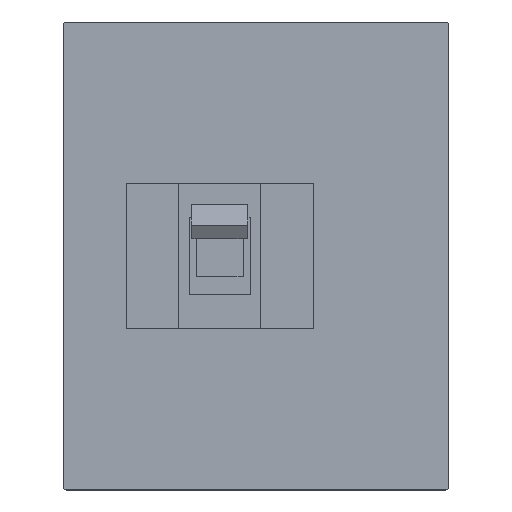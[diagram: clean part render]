
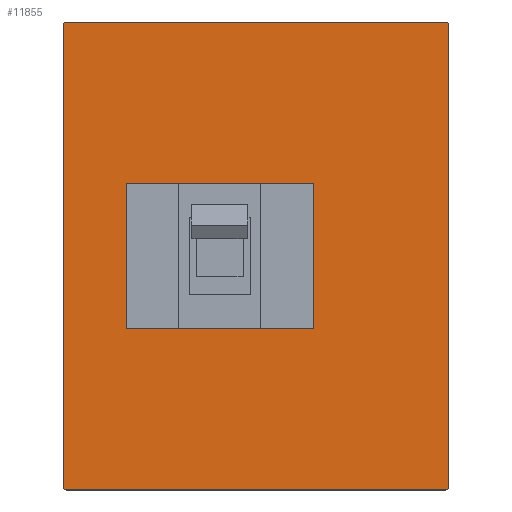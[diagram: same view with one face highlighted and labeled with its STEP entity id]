
A CAD part, top view. The second image highlights one B-rep face of the part: STEP entity #11855.
In plain terms, the highlighted planar face has unit normal (0, 0, 1).
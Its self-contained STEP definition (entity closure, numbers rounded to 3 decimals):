
#280 = CARTESIAN_POINT ( 'NONE',  ( 140., -143., 111.2 ) ) ;
#332 = ORIENTED_EDGE ( 'NONE', *, *, #2319, .T. ) ;
#825 = VECTOR ( 'NONE', #3532, 1000. ) ;
#842 = VERTEX_POINT ( 'NONE', #1100 ) ;
#1100 = CARTESIAN_POINT ( 'NONE',  ( 140., -145., 111.2 ) ) ;
#1139 = CARTESIAN_POINT ( 'NONE',  ( -97., 143., 111.2 ) ) ;
#1289 = EDGE_CURVE ( 'NONE', #15153, #12696, #4014, .T. ) ;
#1325 = CARTESIAN_POINT ( 'NONE',  ( -97., 145., 111.2 ) ) ;
#1417 = CARTESIAN_POINT ( 'NONE',  ( -58., 45., 111.2 ) ) ;
#1507 = EDGE_CURVE ( 'NONE', #3961, #5191, #12437, .T. ) ;
#1985 = DIRECTION ( 'NONE',  ( 1., 0., 0. ) ) ;
#2319 = EDGE_CURVE ( 'NONE', #4780, #13000, #13140, .T. ) ;
#2844 = DIRECTION ( 'NONE',  ( 0., 0., 1. ) ) ;
#3030 = DIRECTION ( 'NONE',  ( 0., -1., 0. ) ) ;
#3532 = DIRECTION ( 'NONE',  ( 1., 0., 0. ) ) ;
#3793 = LINE ( 'NONE', #10709, #7712 ) ;
#3821 = CARTESIAN_POINT ( 'NONE',  ( -58., -45., 111.2 ) ) ;
#3849 = CARTESIAN_POINT ( 'NONE',  ( 0., 0., 111.2 ) ) ;
#3858 = ORIENTED_EDGE ( 'NONE', *, *, #1507, .T. ) ;
#3920 = PLANE ( 'NONE',  #18050 ) ;
#3961 = VERTEX_POINT ( 'NONE', #12812 ) ;
#3979 = CARTESIAN_POINT ( 'NONE',  ( 140., 143., 111.2 ) ) ;
#4014 = LINE ( 'NONE', #21538, #18505 ) ;
#4068 = ORIENTED_EDGE ( 'NONE', *, *, #10767, .T. ) ;
#4080 = CARTESIAN_POINT ( 'NONE',  ( 142., 143., 111.2 ) ) ;
#4201 = VECTOR ( 'NONE', #14125, 1000. ) ;
#4656 = ORIENTED_EDGE ( 'NONE', *, *, #1289, .F. ) ;
#4696 = LINE ( 'NONE', #7490, #4201 ) ;
#4719 = EDGE_CURVE ( 'NONE', #5191, #842, #9797, .T. ) ;
#4780 = VERTEX_POINT ( 'NONE', #4080 ) ;
#4781 = ORIENTED_EDGE ( 'NONE', *, *, #15561, .F. ) ;
#4910 = DIRECTION ( 'NONE',  ( 0., -1., 0. ) ) ;
#4999 = EDGE_CURVE ( 'NONE', #12696, #19616, #17965, .T. ) ;
#5191 = VERTEX_POINT ( 'NONE', #8803 ) ;
#5607 = DIRECTION ( 'NONE',  ( 1., 0., 0. ) ) ;
#5657 = DIRECTION ( 'NONE',  ( 1., 0., 0. ) ) ;
#6248 = ORIENTED_EDGE ( 'NONE', *, *, #4999, .F. ) ;
#6761 = CARTESIAN_POINT ( 'NONE',  ( -97., -145., 111.2 ) ) ;
#7081 = CARTESIAN_POINT ( 'NONE',  ( 58., 45., 111.2 ) ) ;
#7319 = LINE ( 'NONE', #7081, #11282 ) ;
#7428 = ORIENTED_EDGE ( 'NONE', *, *, #7943, .T. ) ;
#7490 = CARTESIAN_POINT ( 'NONE',  ( -58., -45., 111.2 ) ) ;
#7712 = VECTOR ( 'NONE', #12397, 1000. ) ;
#7943 = EDGE_CURVE ( 'NONE', #842, #9531, #14764, .T. ) ;
#8787 = DIRECTION ( 'NONE',  ( 0., 1., 0. ) ) ;
#8803 = CARTESIAN_POINT ( 'NONE',  ( -95., -145., 111.2 ) ) ;
#8890 = DIRECTION ( 'NONE',  ( 0., 0., 1. ) ) ;
#9183 = AXIS2_PLACEMENT_3D ( 'NONE', #280, #12066, #1985 ) ;
#9531 = VERTEX_POINT ( 'NONE', #12701 ) ;
#9732 = CIRCLE ( 'NONE', #19897, 2. ) ;
#9797 = LINE ( 'NONE', #6761, #825 ) ;
#10015 = ORIENTED_EDGE ( 'NONE', *, *, #11100, .T. ) ;
#10343 = EDGE_CURVE ( 'NONE', #13000, #21206, #20423, .T. ) ;
#10442 = CARTESIAN_POINT ( 'NONE',  ( -97., 145., 111.2 ) ) ;
#10709 = CARTESIAN_POINT ( 'NONE',  ( 142., 145., 111.2 ) ) ;
#10767 = EDGE_CURVE ( 'NONE', #9531, #4780, #3793, .T. ) ;
#11100 = EDGE_CURVE ( 'NONE', #14826, #3961, #21179, .T. ) ;
#11282 = VECTOR ( 'NONE', #8787, 1000. ) ;
#11411 = DIRECTION ( 'NONE',  ( -1., 0., 0. ) ) ;
#11430 = VECTOR ( 'NONE', #12128, 1000. ) ;
#11432 = ORIENTED_EDGE ( 'NONE', *, *, #4719, .T. ) ;
#11617 = EDGE_LOOP ( 'NONE', ( #19775, #6248, #4656, #4781 ) ) ;
#11781 = CARTESIAN_POINT ( 'NONE',  ( -95., 145., 111.2 ) ) ;
#11855 = ADVANCED_FACE ( 'NONE', ( #14210, #18715 ), #3920, .T. ) ;
#11995 = AXIS2_PLACEMENT_3D ( 'NONE', #3979, #15766, #5657 ) ;
#12066 = DIRECTION ( 'NONE',  ( 0., 0., 1. ) ) ;
#12128 = DIRECTION ( 'NONE',  ( -1., 0., 0. ) ) ;
#12397 = DIRECTION ( 'NONE',  ( 0., 1., 0. ) ) ;
#12437 = CIRCLE ( 'NONE', #20515, 2. ) ;
#12696 = VERTEX_POINT ( 'NONE', #1417 ) ;
#12701 = CARTESIAN_POINT ( 'NONE',  ( 142., -143., 111.2 ) ) ;
#12812 = CARTESIAN_POINT ( 'NONE',  ( -97., -143., 111.2 ) ) ;
#12948 = CARTESIAN_POINT ( 'NONE',  ( -95., 143., 111.2 ) ) ;
#13000 = VERTEX_POINT ( 'NONE', #17310 ) ;
#13140 = CIRCLE ( 'NONE', #11995, 2. ) ;
#14125 = DIRECTION ( 'NONE',  ( 1., 0., 0. ) ) ;
#14210 = FACE_OUTER_BOUND ( 'NONE', #16592, .T. ) ;
#14552 = ORIENTED_EDGE ( 'NONE', *, *, #21543, .T. ) ;
#14674 = DIRECTION ( 'NONE',  ( 1., 0., 0. ) ) ;
#14764 = CIRCLE ( 'NONE', #9183, 2. ) ;
#14826 = VERTEX_POINT ( 'NONE', #1139 ) ;
#15153 = VERTEX_POINT ( 'NONE', #20687 ) ;
#15561 = EDGE_CURVE ( 'NONE', #21736, #15153, #7319, .T. ) ;
#15707 = DIRECTION ( 'NONE',  ( 0., 0., 1. ) ) ;
#15766 = DIRECTION ( 'NONE',  ( 0., 0., 1. ) ) ;
#16592 = EDGE_LOOP ( 'NONE', ( #4068, #332, #17492, #14552, #10015, #3858, #11432, #7428 ) ) ;
#16942 = CARTESIAN_POINT ( 'NONE',  ( 58., -45., 111.2 ) ) ;
#17310 = CARTESIAN_POINT ( 'NONE',  ( 140., 145., 111.2 ) ) ;
#17492 = ORIENTED_EDGE ( 'NONE', *, *, #10343, .T. ) ;
#17965 = LINE ( 'NONE', #21737, #21402 ) ;
#18050 = AXIS2_PLACEMENT_3D ( 'NONE', #3849, #15707, #5607 ) ;
#18505 = VECTOR ( 'NONE', #11411, 1000. ) ;
#18715 = FACE_BOUND ( 'NONE', #11617, .T. ) ;
#19039 = CARTESIAN_POINT ( 'NONE',  ( -95., -143., 111.2 ) ) ;
#19168 = EDGE_CURVE ( 'NONE', #19616, #21736, #4696, .T. ) ;
#19616 = VERTEX_POINT ( 'NONE', #3821 ) ;
#19775 = ORIENTED_EDGE ( 'NONE', *, *, #19168, .F. ) ;
#19897 = AXIS2_PLACEMENT_3D ( 'NONE', #12948, #2844, #14674 ) ;
#20423 = LINE ( 'NONE', #10442, #11430 ) ;
#20515 = AXIS2_PLACEMENT_3D ( 'NONE', #19039, #8890, #20716 ) ;
#20636 = VECTOR ( 'NONE', #3030, 1000. ) ;
#20687 = CARTESIAN_POINT ( 'NONE',  ( 58., 45., 111.2 ) ) ;
#20716 = DIRECTION ( 'NONE',  ( 1., 0., 0. ) ) ;
#21179 = LINE ( 'NONE', #1325, #20636 ) ;
#21206 = VERTEX_POINT ( 'NONE', #11781 ) ;
#21402 = VECTOR ( 'NONE', #4910, 1000. ) ;
#21538 = CARTESIAN_POINT ( 'NONE',  ( -58., 45., 111.2 ) ) ;
#21543 = EDGE_CURVE ( 'NONE', #21206, #14826, #9732, .T. ) ;
#21736 = VERTEX_POINT ( 'NONE', #16942 ) ;
#21737 = CARTESIAN_POINT ( 'NONE',  ( -58., 45., 111.2 ) ) ;
